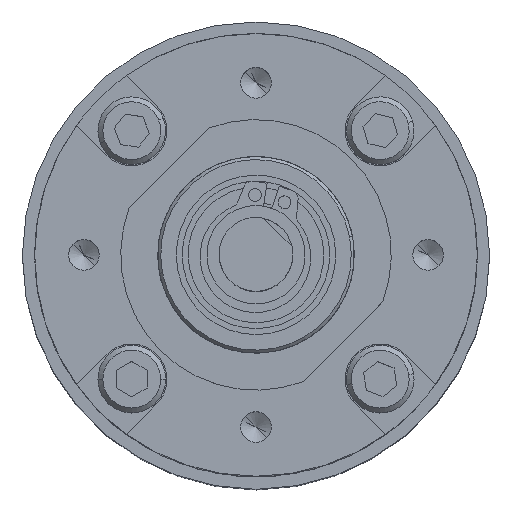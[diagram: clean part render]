
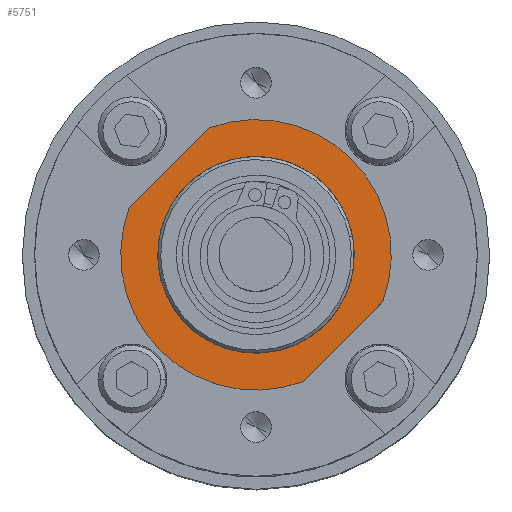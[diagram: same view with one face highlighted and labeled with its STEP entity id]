
A CAD part, top view. The second image highlights one B-rep face of the part: STEP entity #5751.
In plain terms, the highlighted planar face has unit normal (0, 0, 1).
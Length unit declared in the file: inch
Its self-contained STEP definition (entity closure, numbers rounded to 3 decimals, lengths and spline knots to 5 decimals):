
#221 = DIRECTION ( 'NONE',  ( 0., 0., 1. ) ) ;
#253 = CARTESIAN_POINT ( 'NONE',  ( 0.31496, 0., 1.31718 ) ) ;
#605 = DIRECTION ( 'NONE',  ( 1., 0., 0. ) ) ;
#607 = CARTESIAN_POINT ( 'NONE',  ( 0.3937, -0.18042, 1.31718 ) ) ;
#676 = AXIS2_PLACEMENT_3D ( 'NONE', #6415, #2241, #7111 ) ;
#677 = VECTOR ( 'NONE', #7272, 39.37008 ) ;
#825 = CARTESIAN_POINT ( 'NONE',  ( -0.3937, -0.18042, 1.31718 ) ) ;
#946 = CARTESIAN_POINT ( 'NONE',  ( -0.3937, 0.18042, 1.31718 ) ) ;
#962 = DIRECTION ( 'NONE',  ( 0., 0., 1. ) ) ;
#1119 = VERTEX_POINT ( 'NONE', #607 ) ;
#1510 = LINE ( 'NONE', #5514, #5016 ) ;
#1549 = EDGE_CURVE ( 'NONE', #1119, #2980, #1510, .T. ) ;
#1861 = CARTESIAN_POINT ( 'NONE',  ( -0.31496, 0., 1.31718 ) ) ;
#1982 = CARTESIAN_POINT ( 'NONE',  ( 0., 0., 1.31718 ) ) ;
#2215 = CIRCLE ( 'NONE', #2349, 0.43307 ) ;
#2241 = DIRECTION ( 'NONE',  ( 0., 0., 1. ) ) ;
#2349 = AXIS2_PLACEMENT_3D ( 'NONE', #4446, #221, #5145 ) ;
#2497 = EDGE_CURVE ( 'NONE', #7906, #5137, #7121, .T. ) ;
#2556 = LINE ( 'NONE', #946, #677 ) ;
#2558 = ORIENTED_EDGE ( 'NONE', *, *, #5127, .T. ) ;
#2752 = VERTEX_POINT ( 'NONE', #5333 ) ;
#2890 = ORIENTED_EDGE ( 'NONE', *, *, #2497, .F. ) ;
#2980 = VERTEX_POINT ( 'NONE', #4789 ) ;
#3043 = AXIS2_PLACEMENT_3D ( 'NONE', #3300, #8179, #4013 ) ;
#3117 = CIRCLE ( 'NONE', #676, 0.43307 ) ;
#3290 = ORIENTED_EDGE ( 'NONE', *, *, #7510, .T. ) ;
#3300 = CARTESIAN_POINT ( 'NONE',  ( 0., 0., 1.31718 ) ) ;
#4013 = DIRECTION ( 'NONE',  ( 1., 0., 0. ) ) ;
#4110 = DIRECTION ( 'NONE',  ( 0., 1., 0. ) ) ;
#4120 = PLANE ( 'NONE',  #5573 ) ;
#4412 = EDGE_CURVE ( 'NONE', #5137, #7906, #4651, .T. ) ;
#4446 = CARTESIAN_POINT ( 'NONE',  ( 0., 0., 1.31718 ) ) ;
#4640 = ORIENTED_EDGE ( 'NONE', *, *, #4412, .F. ) ;
#4651 = CIRCLE ( 'NONE', #6012, 0.31496 ) ;
#4789 = CARTESIAN_POINT ( 'NONE',  ( 0.3937, 0.18042, 1.31718 ) ) ;
#4826 = DIRECTION ( 'NONE',  ( 0., 0., 1. ) ) ;
#4830 = ORIENTED_EDGE ( 'NONE', *, *, #1549, .T. ) ;
#5016 = VECTOR ( 'NONE', #4110, 39.37008 ) ;
#5127 = EDGE_CURVE ( 'NONE', #2980, #2752, #2215, .T. ) ;
#5137 = VERTEX_POINT ( 'NONE', #253 ) ;
#5145 = DIRECTION ( 'NONE',  ( 1., 0., 0. ) ) ;
#5178 = CARTESIAN_POINT ( 'NONE',  ( 0., 0., 1.31718 ) ) ;
#5333 = CARTESIAN_POINT ( 'NONE',  ( -0.3937, 0.18042, 1.31718 ) ) ;
#5514 = CARTESIAN_POINT ( 'NONE',  ( 0.3937, 0.18042, 1.31718 ) ) ;
#5573 = AXIS2_PLACEMENT_3D ( 'NONE', #1982, #4826, #605 ) ;
#5714 = EDGE_LOOP ( 'NONE', ( #3290, #4830, #2558, #7348 ) ) ;
#5751 = ADVANCED_FACE ( 'NONE', ( #6445, #8290 ), #4120, .T. ) ;
#5886 = DIRECTION ( 'NONE',  ( 1., 0., 0. ) ) ;
#5950 = EDGE_LOOP ( 'NONE', ( #4640, #2890 ) ) ;
#6012 = AXIS2_PLACEMENT_3D ( 'NONE', #5178, #962, #5886 ) ;
#6415 = CARTESIAN_POINT ( 'NONE',  ( 0., 0., 1.31718 ) ) ;
#6445 = FACE_BOUND ( 'NONE', #5950, .T. ) ;
#7111 = DIRECTION ( 'NONE',  ( 1., 0., 0. ) ) ;
#7121 = CIRCLE ( 'NONE', #3043, 0.31496 ) ;
#7272 = DIRECTION ( 'NONE',  ( 0., -1., 0. ) ) ;
#7348 = ORIENTED_EDGE ( 'NONE', *, *, #7767, .T. ) ;
#7510 = EDGE_CURVE ( 'NONE', #7528, #1119, #3117, .T. ) ;
#7528 = VERTEX_POINT ( 'NONE', #825 ) ;
#7767 = EDGE_CURVE ( 'NONE', #2752, #7528, #2556, .T. ) ;
#7906 = VERTEX_POINT ( 'NONE', #1861 ) ;
#8179 = DIRECTION ( 'NONE',  ( 0., 0., 1. ) ) ;
#8290 = FACE_OUTER_BOUND ( 'NONE', #5714, .T. ) ;
